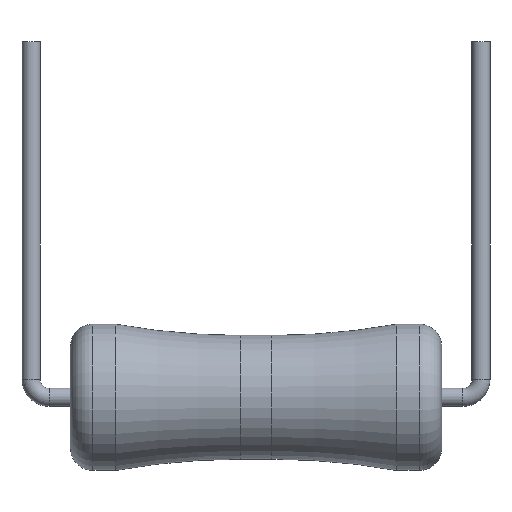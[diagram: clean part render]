
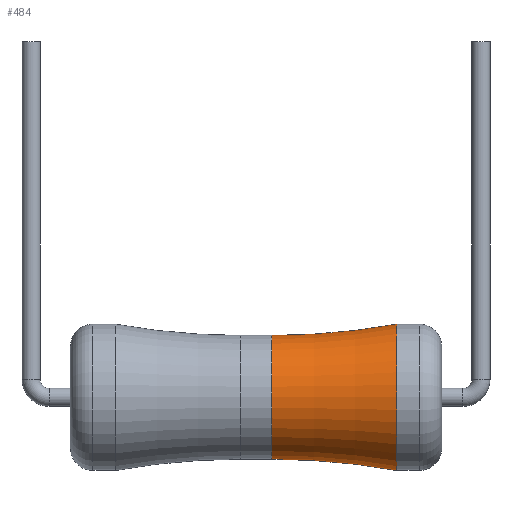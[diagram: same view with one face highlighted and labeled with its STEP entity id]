
A CAD part, front view. The second image highlights one B-rep face of the part: STEP entity #484.
In plain terms, the highlighted toroidal (fillet/blend) face has major radius 33.749 mm and minor radius 31 mm.
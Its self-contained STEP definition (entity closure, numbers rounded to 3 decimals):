
#4 = CIRCLE ( 'NONE', #273, 31. ) ;
#59 = VERTEX_POINT ( 'NONE', #620 ) ;
#76 = DIRECTION ( 'NONE',  ( 0., -1., 0. ) ) ;
#100 = AXIS2_PLACEMENT_3D ( 'NONE', #761, #211, #506 ) ;
#130 = DIRECTION ( 'NONE',  ( 0., 0., -1. ) ) ;
#136 = CARTESIAN_POINT ( 'NONE',  ( 0.706, 0., -2.749 ) ) ;
#140 = DIRECTION ( 'NONE',  ( 0., 0., 1. ) ) ;
#211 = DIRECTION ( 'NONE',  ( -1., 0., 0. ) ) ;
#243 = DIRECTION ( 'NONE',  ( 0., 0., 1. ) ) ;
#252 = ORIENTED_EDGE ( 'NONE', *, *, #806, .T. ) ;
#273 = AXIS2_PLACEMENT_3D ( 'NONE', #304, #845, #140 ) ;
#295 = EDGE_CURVE ( 'NONE', #853, #489, #544, .T. ) ;
#304 = CARTESIAN_POINT ( 'NONE',  ( 0.706, 0., 33.749 ) ) ;
#320 = TOROIDAL_SURFACE ( 'NONE', #668, 33.749, 31. ) ;
#420 = VERTEX_POINT ( 'NONE', #751 ) ;
#451 = FACE_OUTER_BOUND ( 'NONE', #867, .T. ) ;
#477 = ORIENTED_EDGE ( 'NONE', *, *, #295, .F. ) ;
#484 = ADVANCED_FACE ( 'NONE', ( #451 ), #320, .F. ) ;
#489 = VERTEX_POINT ( 'NONE', #673 ) ;
#506 = DIRECTION ( 'NONE',  ( 0., 0., -1. ) ) ;
#515 = CARTESIAN_POINT ( 'NONE',  ( 0.706, 0., 0. ) ) ;
#543 = CARTESIAN_POINT ( 'NONE',  ( 0.706, 0., -33.749 ) ) ;
#544 = CIRCLE ( 'NONE', #100, 2.749 ) ;
#586 = CIRCLE ( 'NONE', #816, 3.249 ) ;
#620 = CARTESIAN_POINT ( 'NONE',  ( 6.252, 0., 3.249 ) ) ;
#659 = EDGE_CURVE ( 'NONE', #420, #853, #868, .T. ) ;
#668 = AXIS2_PLACEMENT_3D ( 'NONE', #515, #1013, #130 ) ;
#673 = CARTESIAN_POINT ( 'NONE',  ( 0.706, 0., 2.749 ) ) ;
#677 = EDGE_CURVE ( 'NONE', #420, #59, #586, .T. ) ;
#725 = ORIENTED_EDGE ( 'NONE', *, *, #659, .F. ) ;
#749 = AXIS2_PLACEMENT_3D ( 'NONE', #543, #76, #797 ) ;
#751 = CARTESIAN_POINT ( 'NONE',  ( 6.252, 0., -3.249 ) ) ;
#761 = CARTESIAN_POINT ( 'NONE',  ( 0.706, 0., 0. ) ) ;
#797 = DIRECTION ( 'NONE',  ( 0., 0., -1. ) ) ;
#806 = EDGE_CURVE ( 'NONE', #59, #489, #4, .T. ) ;
#816 = AXIS2_PLACEMENT_3D ( 'NONE', #880, #975, #243 ) ;
#845 = DIRECTION ( 'NONE',  ( 0., 1., 0. ) ) ;
#853 = VERTEX_POINT ( 'NONE', #136 ) ;
#867 = EDGE_LOOP ( 'NONE', ( #920, #252, #477, #725 ) ) ;
#868 = CIRCLE ( 'NONE', #749, 31. ) ;
#880 = CARTESIAN_POINT ( 'NONE',  ( 6.252, 0., 0. ) ) ;
#920 = ORIENTED_EDGE ( 'NONE', *, *, #677, .T. ) ;
#975 = DIRECTION ( 'NONE',  ( -1., 0., 0. ) ) ;
#1013 = DIRECTION ( 'NONE',  ( 1., 0., 0. ) ) ;
